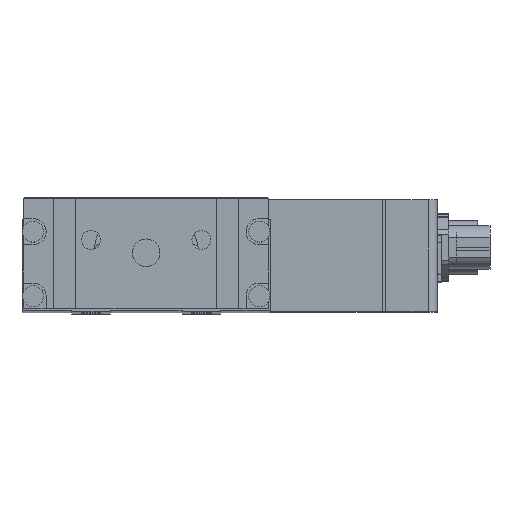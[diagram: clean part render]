
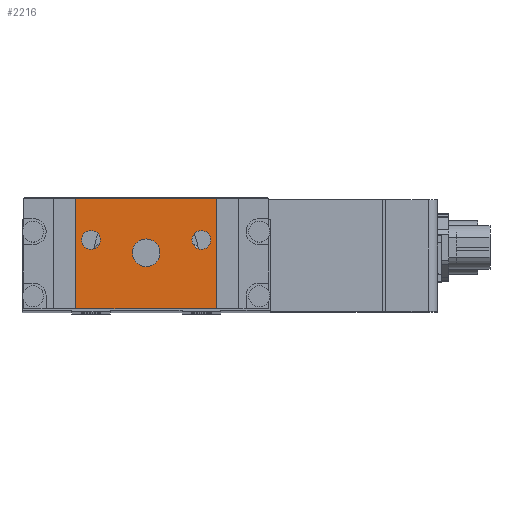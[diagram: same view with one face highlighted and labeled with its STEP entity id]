
A CAD part, top view. The second image highlights one B-rep face of the part: STEP entity #2216.
In plain terms, the highlighted planar face has unit normal (0, 0, 1).
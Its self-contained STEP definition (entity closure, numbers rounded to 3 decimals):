
#265 = LINE ( 'NONE', #20947, #12394 ) ;
#336 = DIRECTION ( 'NONE',  ( 0., 0., 1. ) ) ;
#1891 = ORIENTED_EDGE ( 'NONE', *, *, #11223, .F. ) ;
#1953 = DIRECTION ( 'NONE',  ( 0., 0., 1. ) ) ;
#2216 = ADVANCED_FACE ( 'NONE', ( #2442, #9256, #26083, #17772 ), #26360, .T. ) ;
#2221 = EDGE_CURVE ( 'NONE', #2794, #18394, #26888, .T. ) ;
#2301 = CARTESIAN_POINT ( 'NONE',  ( -10., 2.33, 265.55 ) ) ;
#2315 = CIRCLE ( 'NONE', #21480, 1.7 ) ;
#2442 = FACE_BOUND ( 'NONE', #6523, .T. ) ;
#2794 = VERTEX_POINT ( 'NONE', #20808 ) ;
#3245 = ORIENTED_EDGE ( 'NONE', *, *, #9216, .T. ) ;
#3561 = CARTESIAN_POINT ( 'NONE',  ( 0., 0., 265.55 ) ) ;
#3604 = CARTESIAN_POINT ( 'NONE',  ( 12.75, 9.83, 265.55 ) ) ;
#3906 = CIRCLE ( 'NONE', #4360, 2.5 ) ;
#3947 = DIRECTION ( 'NONE',  ( 0., 1., 0. ) ) ;
#4360 = AXIS2_PLACEMENT_3D ( 'NONE', #27611, #6348, #14868 ) ;
#4665 = DIRECTION ( 'NONE',  ( 1., 0., 0. ) ) ;
#5395 = VERTEX_POINT ( 'NONE', #7727 ) ;
#5443 = EDGE_CURVE ( 'NONE', #27536, #7271, #16242, .T. ) ;
#6114 = DIRECTION ( 'NONE',  ( 0., 1., 0. ) ) ;
#6348 = DIRECTION ( 'NONE',  ( 0., 0., 1. ) ) ;
#6523 = EDGE_LOOP ( 'NONE', ( #21836, #10742 ) ) ;
#6632 = ORIENTED_EDGE ( 'NONE', *, *, #10517, .T. ) ;
#7271 = VERTEX_POINT ( 'NONE', #14181 ) ;
#7727 = CARTESIAN_POINT ( 'NONE',  ( -11.7, 2.33, 265.55 ) ) ;
#7896 = AXIS2_PLACEMENT_3D ( 'NONE', #17970, #13504, #22464 ) ;
#7937 = ORIENTED_EDGE ( 'NONE', *, *, #26124, .F. ) ;
#8219 = CARTESIAN_POINT ( 'NONE',  ( 10., 2.33, 265.55 ) ) ;
#8564 = VERTEX_POINT ( 'NONE', #27633 ) ;
#8795 = CIRCLE ( 'NONE', #7896, 1.7 ) ;
#9216 = EDGE_CURVE ( 'NONE', #27536, #14557, #10941, .T. ) ;
#9256 = FACE_OUTER_BOUND ( 'NONE', #27088, .T. ) ;
#9631 = ORIENTED_EDGE ( 'NONE', *, *, #22113, .F. ) ;
#9980 = DIRECTION ( 'NONE',  ( 0., 0., 1. ) ) ;
#10453 = DIRECTION ( 'NONE',  ( 1., 0., 0. ) ) ;
#10517 = EDGE_CURVE ( 'NONE', #14557, #14891, #265, .T. ) ;
#10742 = ORIENTED_EDGE ( 'NONE', *, *, #25618, .F. ) ;
#10819 = CARTESIAN_POINT ( 'NONE',  ( 10., 2.33, 265.55 ) ) ;
#10941 = LINE ( 'NONE', #11071, #13241 ) ;
#11071 = CARTESIAN_POINT ( 'NONE',  ( -22.25, -10.17, 265.55 ) ) ;
#11104 = AXIS2_PLACEMENT_3D ( 'NONE', #3561, #9980, #18491 ) ;
#11223 = EDGE_CURVE ( 'NONE', #19949, #8564, #25421, .T. ) ;
#11809 = CARTESIAN_POINT ( 'NONE',  ( -8.3, 2.33, 265.55 ) ) ;
#12394 = VECTOR ( 'NONE', #6114, 1000. ) ;
#12405 = VERTEX_POINT ( 'NONE', #11809 ) ;
#12884 = DIRECTION ( 'NONE',  ( 1., 0., 0. ) ) ;
#13228 = CARTESIAN_POINT ( 'NONE',  ( 12.75, -10.17, 265.55 ) ) ;
#13241 = VECTOR ( 'NONE', #26079, 1000. ) ;
#13504 = DIRECTION ( 'NONE',  ( 0., 0., 1. ) ) ;
#13849 = VECTOR ( 'NONE', #3947, 1000. ) ;
#14181 = CARTESIAN_POINT ( 'NONE',  ( -12.75, 9.83, 265.55 ) ) ;
#14557 = VERTEX_POINT ( 'NONE', #13228 ) ;
#14868 = DIRECTION ( 'NONE',  ( 1., 0., 0. ) ) ;
#14891 = VERTEX_POINT ( 'NONE', #3604 ) ;
#15699 = AXIS2_PLACEMENT_3D ( 'NONE', #10819, #336, #17356 ) ;
#15845 = EDGE_CURVE ( 'NONE', #14891, #7271, #26691, .T. ) ;
#15967 = ORIENTED_EDGE ( 'NONE', *, *, #15845, .T. ) ;
#16242 = LINE ( 'NONE', #18475, #13849 ) ;
#16826 = EDGE_LOOP ( 'NONE', ( #7937, #1891 ) ) ;
#16997 = VECTOR ( 'NONE', #18530, 1000. ) ;
#17356 = DIRECTION ( 'NONE',  ( 1., 0., 0. ) ) ;
#17772 = FACE_BOUND ( 'NONE', #16826, .T. ) ;
#17970 = CARTESIAN_POINT ( 'NONE',  ( -10., 2.33, 265.55 ) ) ;
#18394 = VERTEX_POINT ( 'NONE', #24001 ) ;
#18475 = CARTESIAN_POINT ( 'NONE',  ( -12.75, 9.83, 265.55 ) ) ;
#18491 = DIRECTION ( 'NONE',  ( 1., 0., 0. ) ) ;
#18530 = DIRECTION ( 'NONE',  ( -1., 0., 0. ) ) ;
#19455 = DIRECTION ( 'NONE',  ( 0., 0., 1. ) ) ;
#19775 = CARTESIAN_POINT ( 'NONE',  ( -2.5, 0., 265.55 ) ) ;
#19879 = DIRECTION ( 'NONE',  ( 0., 0., 1. ) ) ;
#19949 = VERTEX_POINT ( 'NONE', #19775 ) ;
#20808 = CARTESIAN_POINT ( 'NONE',  ( 8.3, 2.33, 265.55 ) ) ;
#20947 = CARTESIAN_POINT ( 'NONE',  ( 12.75, 9.83, 265.55 ) ) ;
#21480 = AXIS2_PLACEMENT_3D ( 'NONE', #2301, #19879, #4665 ) ;
#21836 = ORIENTED_EDGE ( 'NONE', *, *, #2221, .F. ) ;
#22113 = EDGE_CURVE ( 'NONE', #5395, #12405, #2315, .T. ) ;
#22464 = DIRECTION ( 'NONE',  ( 1., 0., 0. ) ) ;
#23528 = CARTESIAN_POINT ( 'NONE',  ( 0., 0., 265.55 ) ) ;
#23990 = ORIENTED_EDGE ( 'NONE', *, *, #24646, .F. ) ;
#24001 = CARTESIAN_POINT ( 'NONE',  ( 11.7, 2.33, 265.55 ) ) ;
#24646 = EDGE_CURVE ( 'NONE', #12405, #5395, #8795, .T. ) ;
#24740 = CARTESIAN_POINT ( 'NONE',  ( -22.25, 9.83, 265.55 ) ) ;
#24893 = EDGE_LOOP ( 'NONE', ( #9631, #23990 ) ) ;
#24947 = AXIS2_PLACEMENT_3D ( 'NONE', #8219, #1953, #10453 ) ;
#25110 = AXIS2_PLACEMENT_3D ( 'NONE', #23528, #19455, #12884 ) ;
#25395 = CIRCLE ( 'NONE', #24947, 1.7 ) ;
#25421 = CIRCLE ( 'NONE', #11104, 2.5 ) ;
#25618 = EDGE_CURVE ( 'NONE', #18394, #2794, #25395, .T. ) ;
#25797 = CARTESIAN_POINT ( 'NONE',  ( -12.75, -10.17, 265.55 ) ) ;
#26079 = DIRECTION ( 'NONE',  ( 1., 0., 0. ) ) ;
#26083 = FACE_BOUND ( 'NONE', #24893, .T. ) ;
#26124 = EDGE_CURVE ( 'NONE', #8564, #19949, #3906, .T. ) ;
#26360 = PLANE ( 'NONE',  #25110 ) ;
#26691 = LINE ( 'NONE', #24740, #16997 ) ;
#26888 = CIRCLE ( 'NONE', #15699, 1.7 ) ;
#26963 = ORIENTED_EDGE ( 'NONE', *, *, #5443, .F. ) ;
#27088 = EDGE_LOOP ( 'NONE', ( #6632, #15967, #26963, #3245 ) ) ;
#27536 = VERTEX_POINT ( 'NONE', #25797 ) ;
#27611 = CARTESIAN_POINT ( 'NONE',  ( 0., 0., 265.55 ) ) ;
#27633 = CARTESIAN_POINT ( 'NONE',  ( 2.5, 0., 265.55 ) ) ;
